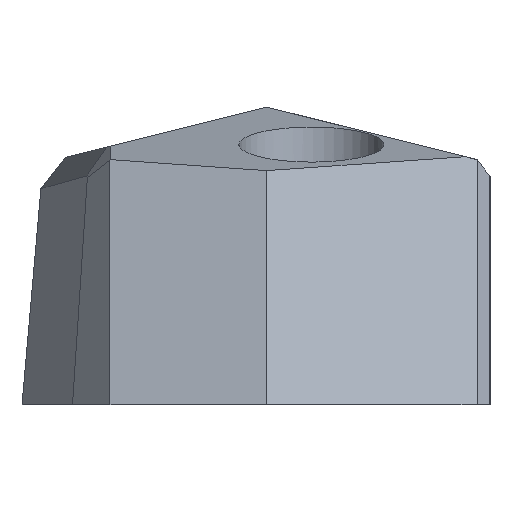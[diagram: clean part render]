
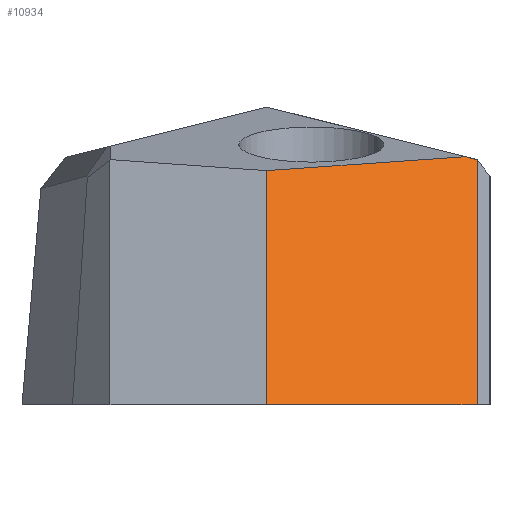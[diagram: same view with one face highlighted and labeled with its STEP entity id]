
A CAD part, left-side view. The second image highlights one B-rep face of the part: STEP entity #10934.
In plain terms, the highlighted planar face has unit normal (-0.912, -0.242, 0.332).
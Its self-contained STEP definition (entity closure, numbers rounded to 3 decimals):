
#911=FACE_OUTER_BOUND('',#1532,.T.);
#1532=EDGE_LOOP('',(#9527,#9528,#9529,#9530,#9531));
#2883=LINE('',#17829,#4140);
#2909=LINE('',#17879,#4166);
#2912=LINE('',#17885,#4169);
#2913=LINE('',#17887,#4170);
#2914=LINE('',#17888,#4171);
#4140=VECTOR('',#14620,10.);
#4166=VECTOR('',#14658,10.);
#4169=VECTOR('',#14663,10.);
#4170=VECTOR('',#14664,10.);
#4171=VECTOR('',#14665,10.);
#5210=VERTEX_POINT('',#17826);
#5211=VERTEX_POINT('',#17828);
#5229=VERTEX_POINT('',#17878);
#5231=VERTEX_POINT('',#17884);
#5232=VERTEX_POINT('',#17886);
#6656=EDGE_CURVE('',#5210,#5211,#2883,.F.);
#6682=EDGE_CURVE('',#5211,#5229,#2909,.T.);
#6685=EDGE_CURVE('',#5231,#5210,#2912,.T.);
#6686=EDGE_CURVE('',#5232,#5231,#2913,.T.);
#6687=EDGE_CURVE('',#5232,#5229,#2914,.T.);
#9527=ORIENTED_EDGE('',*,*,#6656,.F.);
#9528=ORIENTED_EDGE('',*,*,#6685,.F.);
#9529=ORIENTED_EDGE('',*,*,#6686,.F.);
#9530=ORIENTED_EDGE('',*,*,#6687,.T.);
#9531=ORIENTED_EDGE('',*,*,#6682,.F.);
#10225=PLANE('',#11884);
#10934=ADVANCED_FACE('',(#911),#10225,.T.);
#11884=AXIS2_PLACEMENT_3D('',#17883,#14661,#14662);
#14620=DIRECTION('',(0.257,-0.966,0.));
#14658=DIRECTION('',(0.342,0.,0.94));
#14661=DIRECTION('center_axis',(-0.912,-0.243,0.332));
#14662=DIRECTION('ref_axis',(0.228,-0.97,-0.083));
#14663=DIRECTION('',(-0.342,0.,-0.94));
#14664=DIRECTION('',(0.167,-0.956,-0.239));
#14665=DIRECTION('',(-0.279,0.958,-0.067));
#17826=CARTESIAN_POINT('',(-29.941,-9.668,-4.658));
#17828=CARTESIAN_POINT('',(-32.447,-0.25,-4.658));
#17829=CARTESIAN_POINT('',(-31.082,-5.379,-4.658));
#17878=CARTESIAN_POINT('',(-28.625,-0.25,5.841));
#17879=CARTESIAN_POINT('',(-35.249,-0.25,-12.357));
#17883=CARTESIAN_POINT('Origin',(-35.249,-0.25,-12.357));
#17884=CARTESIAN_POINT('',(-25.94,-9.668,6.334));
#17885=CARTESIAN_POINT('',(-29.906,-9.668,-4.562));
#17886=CARTESIAN_POINT('',(-26.033,-9.14,6.466));
#17887=CARTESIAN_POINT('',(-26.89,-4.241,7.691));
#17888=CARTESIAN_POINT('',(-30.289,5.457,5.44));
